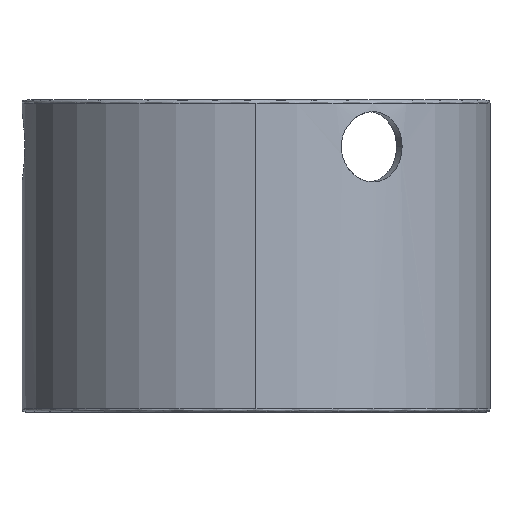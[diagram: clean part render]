
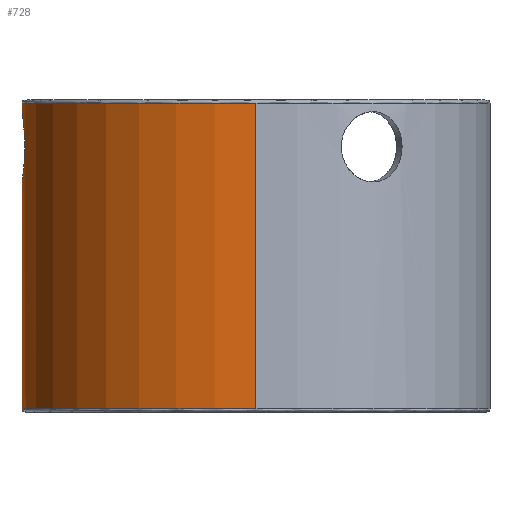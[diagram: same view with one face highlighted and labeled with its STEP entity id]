
A CAD part, left-side view. The second image highlights one B-rep face of the part: STEP entity #728.
In plain terms, the highlighted cylindrical face has radius 15 mm (diameter 30 mm), a partial arc.
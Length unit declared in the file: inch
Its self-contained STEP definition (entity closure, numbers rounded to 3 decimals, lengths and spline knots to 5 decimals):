
#9 = AXIS2_PLACEMENT_3D ( 'NONE', #1085, #252, #629 ) ;
#19 = CARTESIAN_POINT ( 'NONE',  ( -0.08858, 0.58387, -0.11811 ) ) ;
#36 = DIRECTION ( 'NONE',  ( -1., 0., 0. ) ) ;
#58 = LINE ( 'NONE', #604, #124 ) ;
#60 = CARTESIAN_POINT ( 'NONE',  ( 0., 0., -0.00787 ) ) ;
#66 = CARTESIAN_POINT ( 'NONE',  ( -0.04437, 0.5889, -0.04122 ) ) ;
#98 = CARTESIAN_POINT ( 'NONE',  ( 0., 0.59055, -0.20669 ) ) ;
#124 = VECTOR ( 'NONE', #413, 39.37008 ) ;
#150 = EDGE_CURVE ( 'NONE', #399, #294, #406, .T. ) ;
#181 = VECTOR ( 'NONE', #630, 39.37008 ) ;
#209 = CARTESIAN_POINT ( 'NONE',  ( -0.08575, 0.58429, -0.14105 ) ) ;
#210 = CARTESIAN_POINT ( 'NONE',  ( 0., 0.59055, -0.02953 ) ) ;
#252 = DIRECTION ( 'NONE',  ( 0., 0., -1. ) ) ;
#255 = CARTESIAN_POINT ( 'NONE',  ( -0.02335, 0.59019, -0.20433 ) ) ;
#258 = CARTESIAN_POINT ( 'NONE',  ( -0.05854, 0.58766, -0.05138 ) ) ;
#264 = CARTESIAN_POINT ( 'NONE',  ( -0.02294, 0.59013, -0.03236 ) ) ;
#270 = CARTESIAN_POINT ( 'NONE',  ( -0.59055, 0., 0.03937 ) ) ;
#294 = VERTEX_POINT ( 'NONE', #98 ) ;
#298 = CARTESIAN_POINT ( 'NONE',  ( -0.08801, 0.58396, -0.12973 ) ) ;
#323 = CARTESIAN_POINT ( 'NONE',  ( -0.07047, 0.58634, -0.1721 ) ) ;
#338 = CARTESIAN_POINT ( 'NONE',  ( -0.00586, 0.59055, -0.02953 ) ) ;
#343 = DIRECTION ( 'NONE',  ( -1., 0., 0. ) ) ;
#353 = CARTESIAN_POINT ( 'NONE',  ( -0.08858, 0.58387, -0.11811 ) ) ;
#399 = VERTEX_POINT ( 'NONE', #19 ) ;
#406 = B_SPLINE_CURVE_WITH_KNOTS ( 'NONE', 3,
 ( #748, #1113, #298, #209, #473, #412, #973, #323, #1071, #620, #597, #255, #1051, #522 ),
 .UNSPECIFIED., .F., .F.,
 ( 4, 2, 2, 2, 2, 2, 4 ),
 ( 0., 0.00044, 0.00088, 0.00132, 0.00176, 0.00264, 0.00352 ),
 .UNSPECIFIED. ) ;
#410 = DIRECTION ( 'NONE',  ( 0., 0., 1. ) ) ;
#412 = CARTESIAN_POINT ( 'NONE',  ( -0.07961, 0.58517, -0.1574 ) ) ;
#413 = DIRECTION ( 'NONE',  ( 0., 0., -1. ) ) ;
#422 = CARTESIAN_POINT ( 'NONE',  ( -0.05399, 0.5881, -0.04764 ) ) ;
#426 = VERTEX_POINT ( 'NONE', #786 ) ;
#434 = CARTESIAN_POINT ( 'NONE',  ( -0.02857, 0.58988, -0.03406 ) ) ;
#473 = CARTESIAN_POINT ( 'NONE',  ( -0.08405, 0.58454, -0.14668 ) ) ;
#516 = EDGE_CURVE ( 'NONE', #426, #941, #1180, .T. ) ;
#521 = CYLINDRICAL_SURFACE ( 'NONE', #9, 0.59055 ) ;
#522 = CARTESIAN_POINT ( 'NONE',  ( 0., 0.59055, -0.20669 ) ) ;
#531 = CARTESIAN_POINT ( 'NONE',  ( -0.03929, 0.58927, -0.03851 ) ) ;
#538 = ORIENTED_EDGE ( 'NONE', *, *, #1169, .T. ) ;
#572 = CARTESIAN_POINT ( 'NONE',  ( 0., 0.59055, -0.77953 ) ) ;
#578 = VERTEX_POINT ( 'NONE', #572 ) ;
#590 = LINE ( 'NONE', #867, #862 ) ;
#597 = CARTESIAN_POINT ( 'NONE',  ( -0.04465, 0.58896, -0.19548 ) ) ;
#604 = CARTESIAN_POINT ( 'NONE',  ( 0., 0.59055, 0.03937 ) ) ;
#620 = CARTESIAN_POINT ( 'NONE',  ( -0.05451, 0.58809, -0.18888 ) ) ;
#629 = DIRECTION ( 'NONE',  ( -1., 0., 0. ) ) ;
#630 = DIRECTION ( 'NONE',  ( 0., 0., -1. ) ) ;
#645 = EDGE_CURVE ( 'NONE', #901, #1177, #590, .T. ) ;
#676 = B_SPLINE_CURVE_WITH_KNOTS ( 'NONE', 3,
 ( #1074, #338, #705, #264, #434, #531, #66, #422, #258, #884, #986, #1166, #1080, #353 ),
 .UNSPECIFIED., .F., .F.,
 ( 4, 2, 2, 2, 2, 2, 4 ),
 ( 0., 0.00044, 0.00088, 0.00132, 0.00176, 0.00264, 0.00352 ),
 .UNSPECIFIED. ) ;
#682 = ORIENTED_EDGE ( 'NONE', *, *, #150, .T. ) ;
#705 = CARTESIAN_POINT ( 'NONE',  ( -0.01162, 0.59046, -0.0301 ) ) ;
#728 = ADVANCED_FACE ( 'NONE', ( #796 ), #521, .T. ) ;
#734 = EDGE_CURVE ( 'NONE', #901, #399, #676, .T. ) ;
#740 = ORIENTED_EDGE ( 'NONE', *, *, #645, .F. ) ;
#748 = CARTESIAN_POINT ( 'NONE',  ( -0.08858, 0.58387, -0.11811 ) ) ;
#756 = CARTESIAN_POINT ( 'NONE',  ( 0., 0., -0.77953 ) ) ;
#782 = CARTESIAN_POINT ( 'NONE',  ( 0., 0.59055, -0.00787 ) ) ;
#786 = CARTESIAN_POINT ( 'NONE',  ( -0.59055, 0., -0.00787 ) ) ;
#790 = ORIENTED_EDGE ( 'NONE', *, *, #810, .T. ) ;
#796 = FACE_OUTER_BOUND ( 'NONE', #1109, .T. ) ;
#806 = AXIS2_PLACEMENT_3D ( 'NONE', #60, #1160, #343 ) ;
#810 = EDGE_CURVE ( 'NONE', #426, #1177, #1019, .T. ) ;
#862 = VECTOR ( 'NONE', #410, 39.37008 ) ;
#867 = CARTESIAN_POINT ( 'NONE',  ( 0., 0.59055, 0.03937 ) ) ;
#884 = CARTESIAN_POINT ( 'NONE',  ( -0.07077, 0.58635, -0.0636 ) ) ;
#901 = VERTEX_POINT ( 'NONE', #210 ) ;
#910 = ORIENTED_EDGE ( 'NONE', *, *, #516, .F. ) ;
#933 = ORIENTED_EDGE ( 'NONE', *, *, #1026, .T. ) ;
#939 = DIRECTION ( 'NONE',  ( 0., 0., 1. ) ) ;
#941 = VERTEX_POINT ( 'NONE', #952 ) ;
#952 = CARTESIAN_POINT ( 'NONE',  ( -0.59055, 0., -0.77953 ) ) ;
#961 = CIRCLE ( 'NONE', #1040, 0.59055 ) ;
#973 = CARTESIAN_POINT ( 'NONE',  ( -0.07689, 0.58553, -0.16248 ) ) ;
#986 = CARTESIAN_POINT ( 'NONE',  ( -0.07737, 0.58548, -0.07346 ) ) ;
#1019 = CIRCLE ( 'NONE', #806, 0.59055 ) ;
#1026 = EDGE_CURVE ( 'NONE', #578, #941, #961, .T. ) ;
#1040 = AXIS2_PLACEMENT_3D ( 'NONE', #756, #939, #36 ) ;
#1051 = CARTESIAN_POINT ( 'NONE',  ( -0.01172, 0.59055, -0.20669 ) ) ;
#1071 = CARTESIAN_POINT ( 'NONE',  ( -0.06673, 0.58678, -0.17665 ) ) ;
#1074 = CARTESIAN_POINT ( 'NONE',  ( 0., 0.59055, -0.02953 ) ) ;
#1080 = CARTESIAN_POINT ( 'NONE',  ( -0.08858, 0.58387, -0.10639 ) ) ;
#1085 = CARTESIAN_POINT ( 'NONE',  ( 0., 0., 0.03937 ) ) ;
#1102 = ORIENTED_EDGE ( 'NONE', *, *, #734, .T. ) ;
#1109 = EDGE_LOOP ( 'NONE', ( #910, #790, #740, #1102, #682, #538, #933 ) ) ;
#1113 = CARTESIAN_POINT ( 'NONE',  ( -0.08858, 0.58387, -0.12397 ) ) ;
#1160 = DIRECTION ( 'NONE',  ( 0., 0., -1. ) ) ;
#1166 = CARTESIAN_POINT ( 'NONE',  ( -0.08622, 0.58424, -0.09476 ) ) ;
#1169 = EDGE_CURVE ( 'NONE', #294, #578, #58, .T. ) ;
#1177 = VERTEX_POINT ( 'NONE', #782 ) ;
#1180 = LINE ( 'NONE', #270, #181 ) ;
